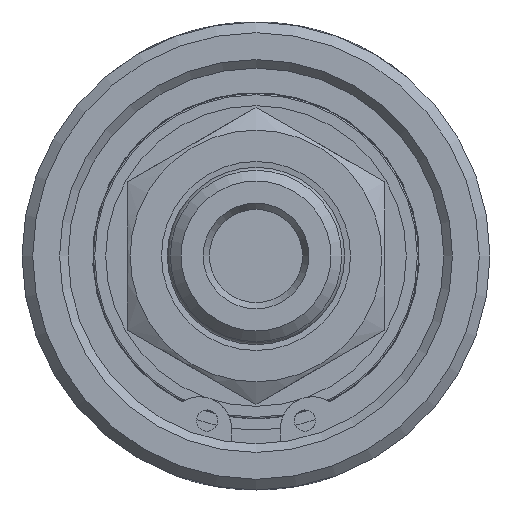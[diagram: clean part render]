
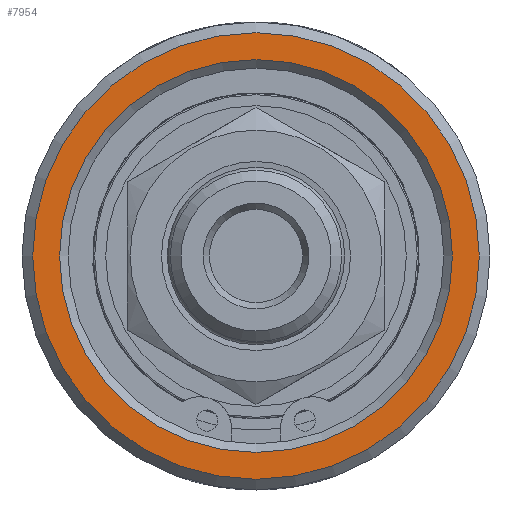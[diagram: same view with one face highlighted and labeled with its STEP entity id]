
A CAD part, left-side view. The second image highlights one B-rep face of the part: STEP entity #7954.
In plain terms, the highlighted planar face has unit normal (-1, 0, 0).
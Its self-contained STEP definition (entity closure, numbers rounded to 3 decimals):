
#549=FACE_BOUND('',#2736,.T.);
#1661=CIRCLE('',#8521,18.34);
#1664=CIRCLE('',#8526,20.85);
#1849=PLANE('',#8525);
#2254=FACE_OUTER_BOUND('',#2735,.T.);
#2735=EDGE_LOOP('',(#7180));
#2736=EDGE_LOOP('',(#7181));
#3820=VERTEX_POINT('',#19584);
#3823=VERTEX_POINT('',#19594);
#4963=EDGE_CURVE('',#3820,#3820,#1661,.T.);
#4967=EDGE_CURVE('',#3823,#3823,#1664,.T.);
#7180=ORIENTED_EDGE('',*,*,#4967,.F.);
#7181=ORIENTED_EDGE('',*,*,#4963,.F.);
#7954=ADVANCED_FACE('',(#2254,#549),#1849,.T.);
#8521=AXIS2_PLACEMENT_3D('',#19586,#10051,#10052);
#8525=AXIS2_PLACEMENT_3D('',#19593,#10060,#10061);
#8526=AXIS2_PLACEMENT_3D('',#19595,#10062,#10063);
#10051=DIRECTION('center_axis',(-1.,0.,0.));
#10052=DIRECTION('ref_axis',(0.,0.,
-1.));
#10060=DIRECTION('center_axis',(-1.,0.,0.));
#10061=DIRECTION('ref_axis',(0.,0.,
1.));
#10062=DIRECTION('center_axis',(1.,0.,0.));
#10063=DIRECTION('ref_axis',(0.,-1.,0.));
#19584=CARTESIAN_POINT('',(29.74,0.,18.34));
#19586=CARTESIAN_POINT('Origin',(29.74,0.,0.));
#19593=CARTESIAN_POINT('Origin',(29.74,0.,0.));
#19594=CARTESIAN_POINT('',(29.74,20.85,0.));
#19595=CARTESIAN_POINT('Origin',(29.74,0.,0.));
